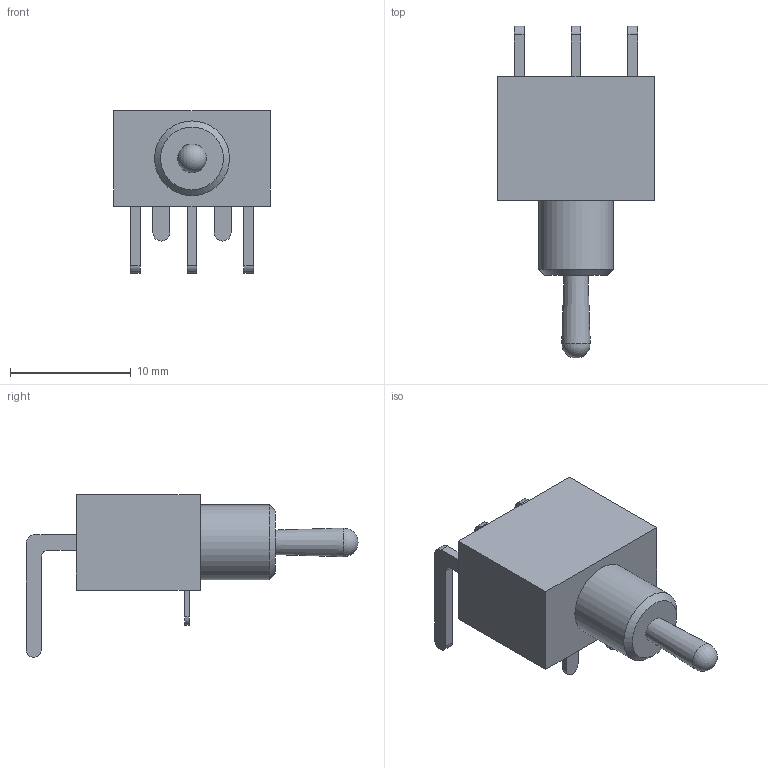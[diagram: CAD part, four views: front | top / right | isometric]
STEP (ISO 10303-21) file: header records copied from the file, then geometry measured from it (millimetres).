
FILE_DESCRIPTION(/* description */ (''),/* implementation_level */ '2;1');
FILE_NAME(/* name */ 'M2013S2A2W30.step',/* time_stamp */ '2019-09-03T12:12:13-04:00',/* author */ (''),/* organization */ (''),/* preprocessor_version */ 'ST-DEVELOPER v18',/* originating_system */ 'Autodesk Translation Framework v8.6.0.1094',/* authorisation */ '');
FILE_SCHEMA (('AUTOMOTIVE_DESIGN { 1 0 10303 214 3 1 1 }'));
Length unit declared in the file: millimetre
Products named in the file (1): M2013S2A2W30
Bounding box: 13 x 27.51 x 13.47 mm (x, y, z)
Volume: 1305.5 mm3; surface area: 971.8 mm2
Topology: 1 solids, 1 shells, 48 faces, 124 edges, 83 vertices
Faces by surface type: plane 33, cylinder 12, cone 2, sphere 1
Full cylindrical faces by diameter (mm): 6.2 x1
Entity records: 1499 total; most frequent: CARTESIAN_POINT 254, DIRECTION 253, ORIENTED_EDGE 244, EDGE_CURVE 122, LINE 89, VECTOR 89, VERTEX_POINT 83, AXIS2_PLACEMENT_3D 82
